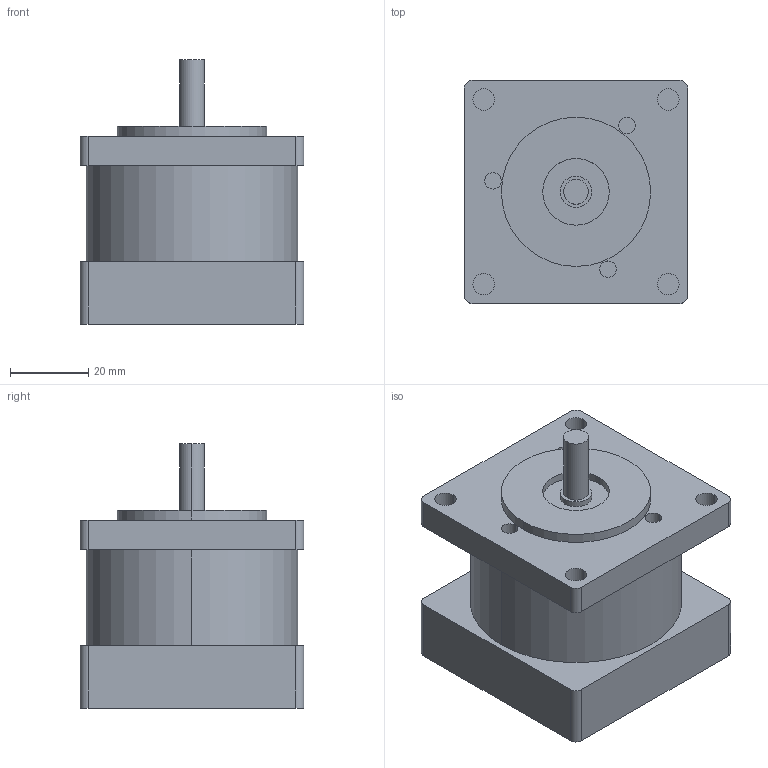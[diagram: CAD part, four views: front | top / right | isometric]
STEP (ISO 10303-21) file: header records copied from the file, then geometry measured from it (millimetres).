
FILE_DESCRIPTION (( 'STEP AP214' ), '1' );
FILE_NAME ('BPC023-24-027.STEP', '2023-06-27T23:01:06', ( '' ), ( '' ), 'SwSTEP 2.0', 'SolidWorks 2019', '' );
FILE_SCHEMA (( 'AUTOMOTIVE_DESIGN' ));
Length unit declared in the file: millimetre
Products named in the file (1): BPC023-24-027
Bounding box: 57 x 57 x 67.5 mm (x, y, z)
Volume: 122062.3 mm3; surface area: 23422.2 mm2
Topology: 2 solids, 2 shells, 115 faces, 287 edges, 184 vertices
Faces by surface type: cylinder 62, plane 39, cone 14
Entity records: 3537 total; most frequent: CARTESIAN_POINT 652, DIRECTION 636, ORIENTED_EDGE 558, EDGE_CURVE 279, AXIS2_PLACEMENT_3D 250, VERTEX_POINT 184, EDGE_LOOP 141, LINE 136
